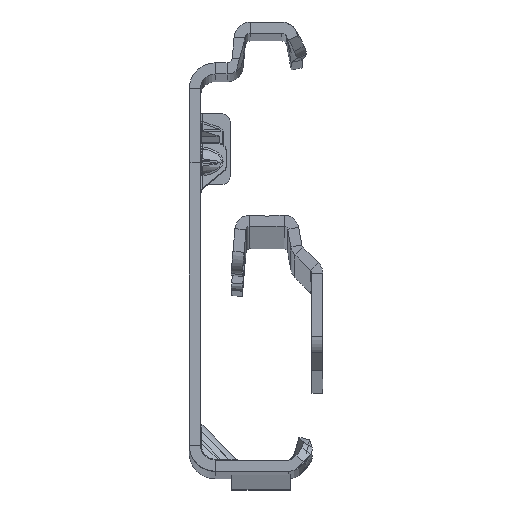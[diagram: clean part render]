
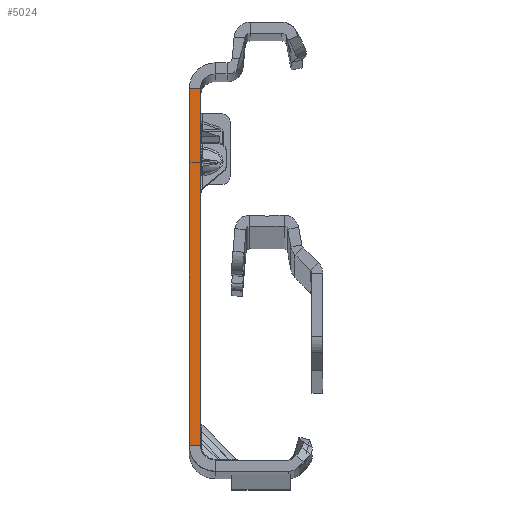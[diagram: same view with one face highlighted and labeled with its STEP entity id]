
A CAD part, top view. The second image highlights one B-rep face of the part: STEP entity #5024.
In plain terms, the highlighted planar face has unit normal (0, 0, 1).
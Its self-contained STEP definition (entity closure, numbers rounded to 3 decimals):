
#300 = FACE_OUTER_BOUND ( 'NONE', #6324, .T. ) ;
#575 = CARTESIAN_POINT ( 'NONE',  ( -1.5, -27.865, 0. ) ) ;
#609 = PLANE ( 'NONE',  #5672 ) ;
#1021 = EDGE_CURVE ( 'NONE', #6479, #6120, #3035, .T. ) ;
#1496 = EDGE_CURVE ( 'NONE', #1550, #6479, #7119, .T. ) ;
#1550 = VERTEX_POINT ( 'NONE', #2353 ) ;
#2006 = CARTESIAN_POINT ( 'NONE',  ( 0., -25.865, 0. ) ) ;
#2320 = VECTOR ( 'NONE', #15538, 1000. ) ;
#2336 = LINE ( 'NONE', #10682, #2881 ) ;
#2353 = CARTESIAN_POINT ( 'NONE',  ( 0., 22.135, 0. ) ) ;
#2881 = VECTOR ( 'NONE', #14172, 1000. ) ;
#3035 = LINE ( 'NONE', #575, #12575 ) ;
#4226 = VECTOR ( 'NONE', #6850, 1000. ) ;
#4897 = CARTESIAN_POINT ( 'NONE',  ( 0., 22.135, 0. ) ) ;
#5024 = ADVANCED_FACE ( 'NONE', ( #300 ), #609, .T. ) ;
#5157 = DIRECTION ( 'NONE',  ( 1., 0., 0. ) ) ;
#5173 = CARTESIAN_POINT ( 'NONE',  ( 0., -25.865, 0. ) ) ;
#5464 = EDGE_CURVE ( 'NONE', #14485, #6120, #12890, .T. ) ;
#5672 = AXIS2_PLACEMENT_3D ( 'NONE', #6409, #11257, #5157 ) ;
#5851 = CARTESIAN_POINT ( 'NONE',  ( -1.5, -25.865, 0. ) ) ;
#6120 = VERTEX_POINT ( 'NONE', #5851 ) ;
#6324 = EDGE_LOOP ( 'NONE', ( #6708, #10757, #12356, #7686 ) ) ;
#6409 = CARTESIAN_POINT ( 'NONE',  ( -1.5, -27.865, 0. ) ) ;
#6479 = VERTEX_POINT ( 'NONE', #7003 ) ;
#6708 = ORIENTED_EDGE ( 'NONE', *, *, #8175, .F. ) ;
#6850 = DIRECTION ( 'NONE',  ( -1., 0., 0. ) ) ;
#7003 = CARTESIAN_POINT ( 'NONE',  ( -1.5, 22.135, 0. ) ) ;
#7119 = LINE ( 'NONE', #4897, #2320 ) ;
#7686 = ORIENTED_EDGE ( 'NONE', *, *, #5464, .F. ) ;
#8175 = EDGE_CURVE ( 'NONE', #1550, #14485, #2336, .T. ) ;
#10682 = CARTESIAN_POINT ( 'NONE',  ( 0., -27.865, 0. ) ) ;
#10757 = ORIENTED_EDGE ( 'NONE', *, *, #1496, .T. ) ;
#11257 = DIRECTION ( 'NONE',  ( 0., 0., 1. ) ) ;
#12356 = ORIENTED_EDGE ( 'NONE', *, *, #1021, .T. ) ;
#12575 = VECTOR ( 'NONE', #12722, 1000. ) ;
#12722 = DIRECTION ( 'NONE',  ( 0., -1., 0. ) ) ;
#12890 = LINE ( 'NONE', #2006, #4226 ) ;
#14172 = DIRECTION ( 'NONE',  ( 0., -1., 0. ) ) ;
#14485 = VERTEX_POINT ( 'NONE', #5173 ) ;
#15538 = DIRECTION ( 'NONE',  ( -1., 0., 0. ) ) ;
